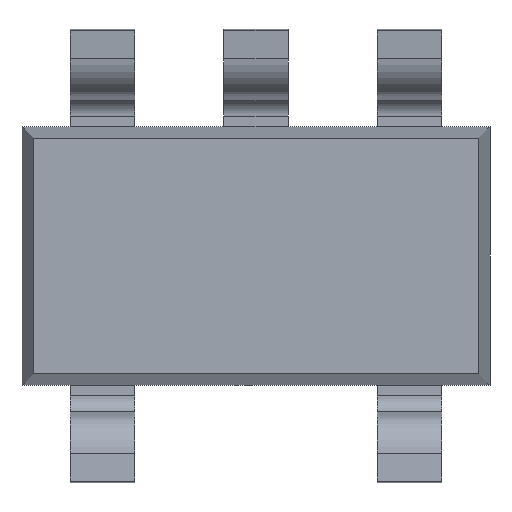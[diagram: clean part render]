
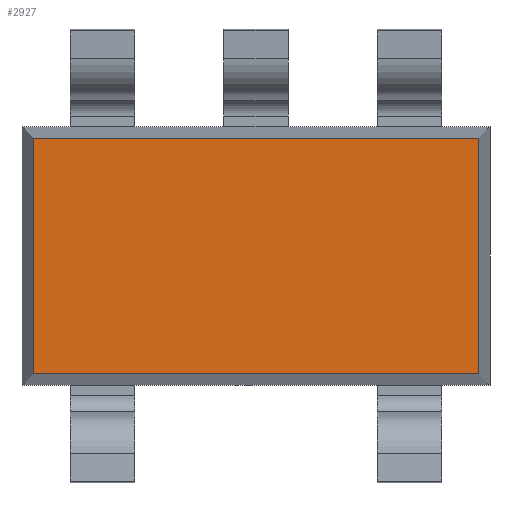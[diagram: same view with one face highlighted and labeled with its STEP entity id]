
A CAD part, front view. The second image highlights one B-rep face of the part: STEP entity #2927.
In plain terms, the highlighted planar face has unit normal (0, -1, 0).
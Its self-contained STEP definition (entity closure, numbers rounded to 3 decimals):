
#206 = ORIENTED_EDGE ( 'NONE', *, *, #2359, .T. ) ;
#267 = CARTESIAN_POINT ( 'NONE',  ( 0., 0.1, 0. ) ) ;
#431 = LINE ( 'NONE', #2725, #3476 ) ;
#446 = CARTESIAN_POINT ( 'NONE',  ( 1.379, 0.1, -0.729 ) ) ;
#668 = VECTOR ( 'NONE', #2886, 1000. ) ;
#738 = ORIENTED_EDGE ( 'NONE', *, *, #2577, .T. ) ;
#929 = CARTESIAN_POINT ( 'NONE',  ( -1.379, 0.1, -0.729 ) ) ;
#961 = EDGE_CURVE ( 'NONE', #2489, #1008, #2070, .T. ) ;
#1008 = VERTEX_POINT ( 'NONE', #446 ) ;
#1113 = DIRECTION ( 'NONE',  ( 0., -1., 0. ) ) ;
#1142 = LINE ( 'NONE', #1767, #668 ) ;
#1166 = CARTESIAN_POINT ( 'NONE',  ( 1.45, 0.1, -0.729 ) ) ;
#1284 = VERTEX_POINT ( 'NONE', #1792 ) ;
#1296 = EDGE_LOOP ( 'NONE', ( #2106, #1442, #738, #206 ) ) ;
#1442 = ORIENTED_EDGE ( 'NONE', *, *, #961, .T. ) ;
#1490 = DIRECTION ( 'NONE',  ( 1., 0., 0. ) ) ;
#1756 = DIRECTION ( 'NONE',  ( 0., 0., -1. ) ) ;
#1767 = CARTESIAN_POINT ( 'NONE',  ( 1.379, 0.1, 0.8 ) ) ;
#1792 = CARTESIAN_POINT ( 'NONE',  ( -1.379, 0.1, 0.729 ) ) ;
#1883 = DIRECTION ( 'NONE',  ( -1., 0., 0. ) ) ;
#1945 = EDGE_CURVE ( 'NONE', #1284, #2489, #431, .T. ) ;
#2070 = LINE ( 'NONE', #1166, #3768 ) ;
#2081 = CARTESIAN_POINT ( 'NONE',  ( 1.379, 0.1, 0.729 ) ) ;
#2106 = ORIENTED_EDGE ( 'NONE', *, *, #1945, .T. ) ;
#2172 = LINE ( 'NONE', #2788, #3105 ) ;
#2341 = AXIS2_PLACEMENT_3D ( 'NONE', #267, #1113, #1756 ) ;
#2359 = EDGE_CURVE ( 'NONE', #2664, #1284, #2172, .T. ) ;
#2489 = VERTEX_POINT ( 'NONE', #929 ) ;
#2577 = EDGE_CURVE ( 'NONE', #1008, #2664, #1142, .T. ) ;
#2664 = VERTEX_POINT ( 'NONE', #2081 ) ;
#2725 = CARTESIAN_POINT ( 'NONE',  ( -1.379, 0.1, -0.8 ) ) ;
#2746 = DIRECTION ( 'NONE',  ( 0., 0., -1. ) ) ;
#2788 = CARTESIAN_POINT ( 'NONE',  ( -1.45, 0.1, 0.729 ) ) ;
#2886 = DIRECTION ( 'NONE',  ( 0., 0., 1. ) ) ;
#2927 = ADVANCED_FACE ( 'NONE', ( #3074 ), #3392, .T. ) ;
#3074 = FACE_OUTER_BOUND ( 'NONE', #1296, .T. ) ;
#3105 = VECTOR ( 'NONE', #1883, 1000. ) ;
#3392 = PLANE ( 'NONE',  #2341 ) ;
#3476 = VECTOR ( 'NONE', #2746, 1000. ) ;
#3768 = VECTOR ( 'NONE', #1490, 1000. ) ;
